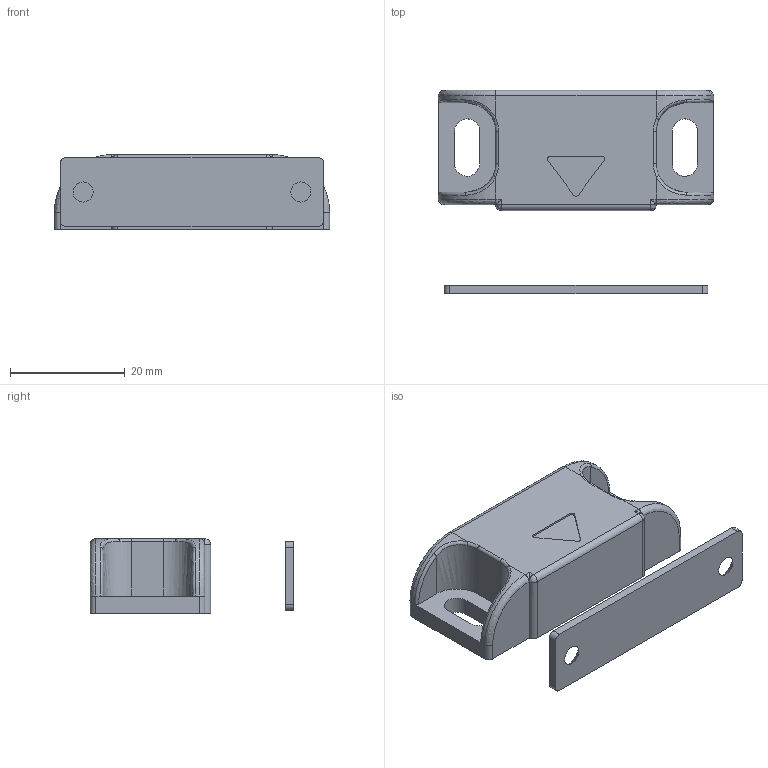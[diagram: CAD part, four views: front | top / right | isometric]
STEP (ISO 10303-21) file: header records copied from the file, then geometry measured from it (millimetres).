
FILE_DESCRIPTION((''),'2;1');
FILE_NAME('','2006-10-06T18:19:19',(''),(''),'','CADfix','');
FILE_SCHEMA(('AUTOMOTIVE_DESIGN'));
Length unit declared in the file: millimetre
Products named in the file (4): keeper; housing; cover; TL_344_1_12210_36
Assembly tree (3 placements, depth 2):
  TL_344_1_12210_36
    keeper
    housing
    cover
Bounding box: 48 x 35.5 x 13 mm (x, y, z)
Volume: 8928.6 mm3; surface area: 6544.9 mm2
Topology: 3 solids, 3 shells, 122 faces, 310 edges, 198 vertices
Faces by surface type: bspline 122
Entity records: 4198 total; most frequent: CARTESIAN_POINT 2348, ORIENTED_EDGE 620, EDGE_CURVE 310, VERTEX_POINT 198, QUASI_UNIFORM_CURVE 166, EDGE_LOOP 134, FACE_OUTER_BOUND 122, ADVANCED_FACE 122
